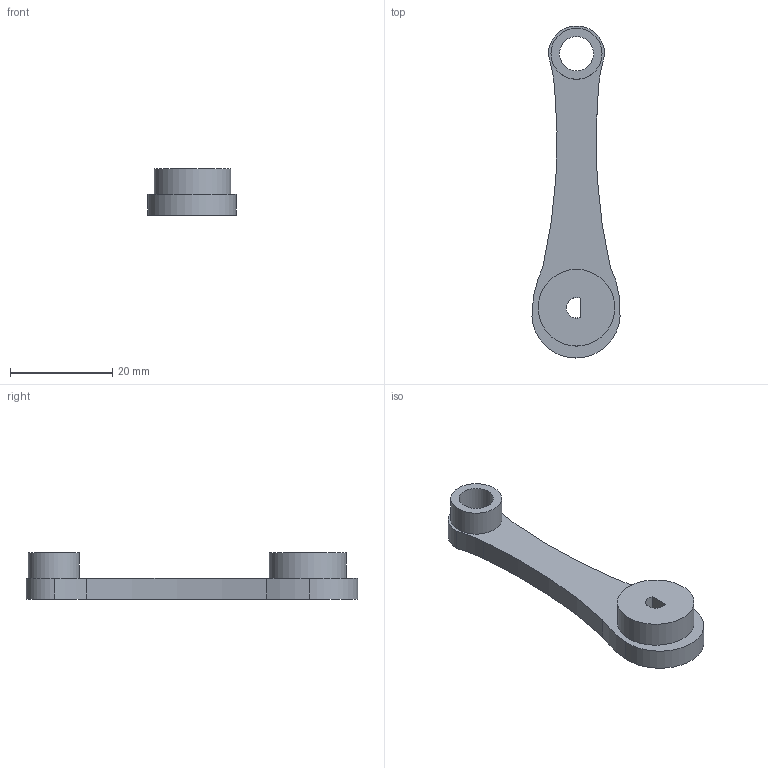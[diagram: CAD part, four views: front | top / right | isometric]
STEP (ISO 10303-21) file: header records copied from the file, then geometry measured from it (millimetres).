
FILE_DESCRIPTION(/* description */ (''),/* implementation_level */ '2;1');
FILE_NAME(/* name */ '08d3f273-6ff0-4a3a-a0aa-28e1604f3a61.stp',/* time_stamp */ '2022-03-10T07:46:50+00:00',/* author */ (''),/* organization */ (''),/* preprocessor_version */ 'ST-DEVELOPER v18.1',/* originating_system */ 'Autodesk Translation Framework v10.14.0.1471',/* authorisation */ '');
FILE_SCHEMA (('AUTOMOTIVE_DESIGN { 1 0 10303 214 3 1 1 }'));
Length unit declared in the file: millimetre
Products named in the file (1): Finger_Motor_Panel_Front_Desk
Bounding box: 17.23 x 64.95 x 9.1 mm (x, y, z)
Volume: 3698.5 mm3; surface area: 2586.3 mm2
Topology: 1 solids, 1 shells, 22 faces, 48 edges, 32 vertices
Faces by surface type: cylinder 14, plane 8
Full cylindrical faces by diameter (mm): 6.704 x1, 6.705 x1, 9.998 x1, 15 x1
Entity records: 661 total; most frequent: DIRECTION 122, CARTESIAN_POINT 103, ORIENTED_EDGE 96, AXIS2_PLACEMENT_3D 51, EDGE_CURVE 48, VERTEX_POINT 32, EDGE_LOOP 30, CIRCLE 28
